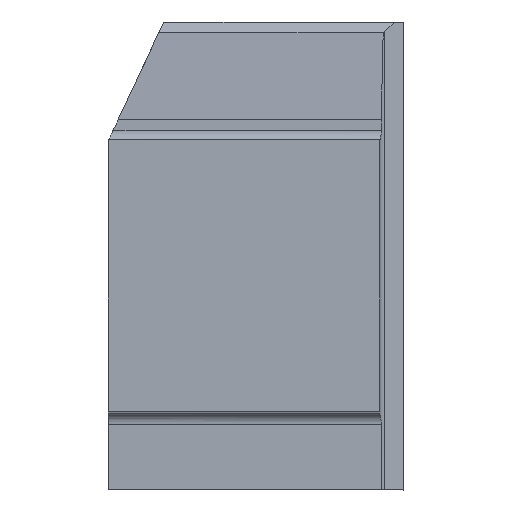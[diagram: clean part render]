
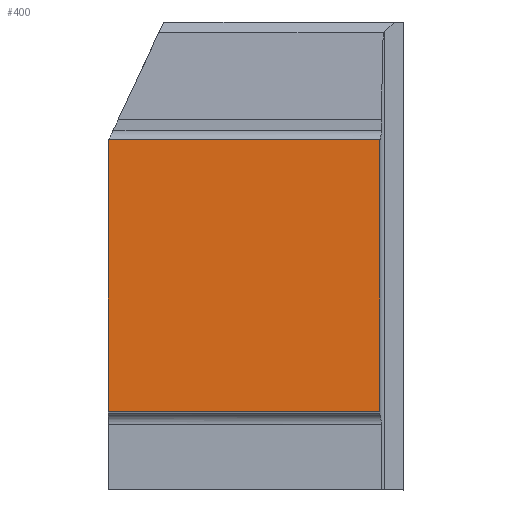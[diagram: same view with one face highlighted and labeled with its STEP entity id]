
A CAD part, top view. The second image highlights one B-rep face of the part: STEP entity #400.
In plain terms, the highlighted planar face has unit normal (0, 0, 1).
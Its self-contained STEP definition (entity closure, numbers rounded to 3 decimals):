
#309=FACE_OUTER_BOUND('',#618,.T.);
#400=ADVANCED_FACE('',(#309),#474,.T.);
#474=PLANE('',#2095);
#618=EDGE_LOOP('',(#961,#962,#963,#964));
#961=ORIENTED_EDGE('',*,*,#1539,.F.);
#962=ORIENTED_EDGE('',*,*,#1538,.F.);
#963=ORIENTED_EDGE('',*,*,#1533,.F.);
#964=ORIENTED_EDGE('',*,*,#1530,.F.);
#1319=VERTEX_POINT('',#3166);
#1320=VERTEX_POINT('',#3168);
#1321=VERTEX_POINT('',#3174);
#1323=VERTEX_POINT('',#3179);
#1530=EDGE_CURVE('',#1319,#1320,#1739,.T.);
#1533=EDGE_CURVE('',#1320,#1321,#1741,.T.);
#1538=EDGE_CURVE('',#1321,#1323,#1745,.T.);
#1539=EDGE_CURVE('',#1323,#1319,#1746,.T.);
#1739=LINE('',#3167,#1866);
#1741=LINE('',#3173,#1868);
#1745=LINE('',#3183,#1872);
#1746=LINE('',#3185,#1873);
#1866=VECTOR('',#2439,1.);
#1868=VECTOR('',#2447,1.);
#1872=VECTOR('',#2455,1.);
#1873=VECTOR('',#2458,1.);
#2095=AXIS2_PLACEMENT_3D('',#3186,#2459,#2460);
#2439=DIRECTION('',(0.,1.,0.));
#2447=DIRECTION('',(1.,0.,0.));
#2455=DIRECTION('',(0.,-1.,0.));
#2458=DIRECTION('',(-1.,0.,0.));
#2459=DIRECTION('',(0.,0.,1.));
#2460=DIRECTION('',(-1.,0.,0.));
#3166=CARTESIAN_POINT('',(0.,0.,0.));
#3167=CARTESIAN_POINT('',(0.,0.,0.));
#3168=CARTESIAN_POINT('',(0.,25.,0.));
#3173=CARTESIAN_POINT('',(0.,25.,0.));
#3174=CARTESIAN_POINT('',(25.,25.,0.));
#3179=CARTESIAN_POINT('',(25.,0.,0.));
#3183=CARTESIAN_POINT('',(25.,25.,0.));
#3185=CARTESIAN_POINT('',(25.,0.,0.));
#3186=CARTESIAN_POINT('',(12.5,12.5,0.));
